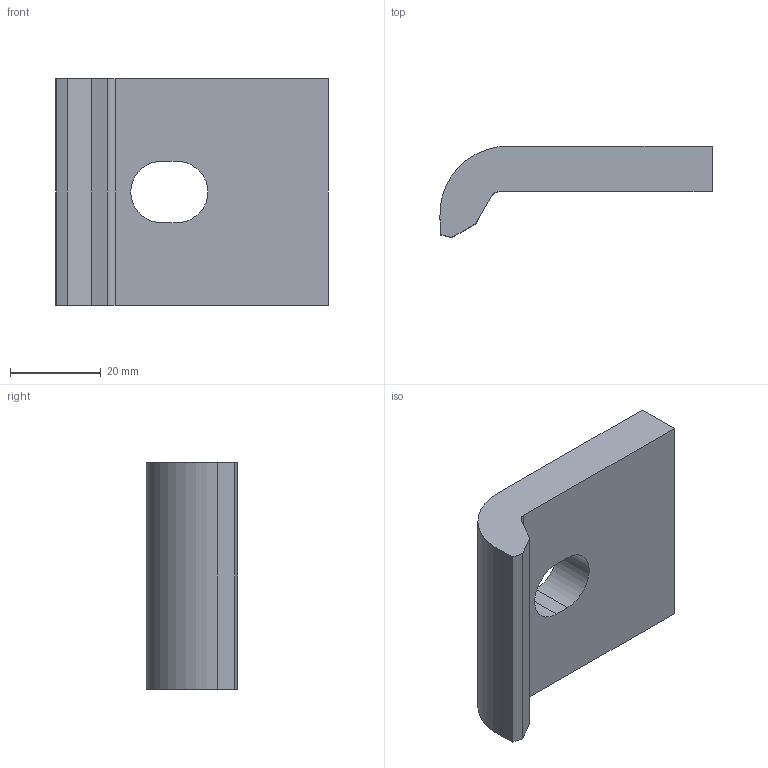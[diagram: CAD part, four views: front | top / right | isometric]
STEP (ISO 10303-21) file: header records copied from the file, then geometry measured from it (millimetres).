
FILE_DESCRIPTION((''),'2;1');
FILE_NAME('6355226','2012-11-20T',('AndreasKeweloh'),(''),'PRO/ENGINEER BY PARAMETRIC TECHNOLOGY CORPORATION, 2012230','PRO/ENGINEER BY PARAMETRIC TECHNOLOGY CORPORATION, 2012230','');
FILE_SCHEMA(('CONFIG_CONTROL_DESIGN'));
Length unit declared in the file: millimetre
Products named in the file (1): 6355226
Bounding box: 60 x 20.13 x 50 mm (x, y, z)
Volume: 29939.5 mm3; surface area: 8789.5 mm2
Topology: 1 solids, 1 shells, 110 faces, 303 edges, 202 vertices
Faces by surface type: plane 86, extrusion 15, cylinder 9
Entity records: 3757 total; most frequent: CARTESIAN_POINT 945, ORIENTED_EDGE 606, DIRECTION 496, EDGE_CURVE 303, VECTOR 270, LINE 255, VERTEX_POINT 202, EDGE_LOOP 119
